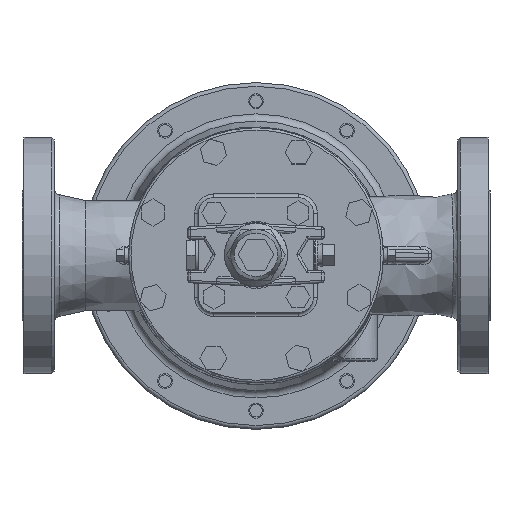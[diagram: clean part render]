
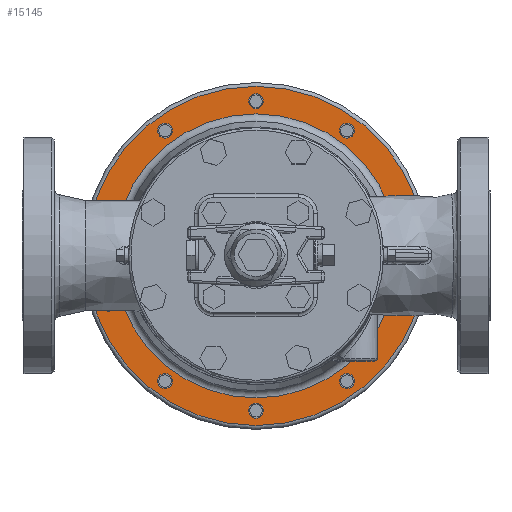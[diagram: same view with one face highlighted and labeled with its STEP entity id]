
A CAD part, top view. The second image highlights one B-rep face of the part: STEP entity #15145.
In plain terms, the highlighted planar face has unit normal (0, 0, 1).
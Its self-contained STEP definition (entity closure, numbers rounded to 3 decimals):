
#115=PLANE('',#16269);
#3258=FACE_BOUND('',#4817,.T.);
#3259=FACE_BOUND('',#4818,.T.);
#3260=FACE_BOUND('',#4819,.T.);
#3261=FACE_BOUND('',#4820,.T.);
#3262=FACE_BOUND('',#4821,.T.);
#3263=FACE_BOUND('',#4822,.T.);
#3264=FACE_BOUND('',#4823,.T.);
#3265=FACE_BOUND('',#4824,.T.);
#3266=FACE_BOUND('',#4825,.T.);
#3267=FACE_BOUND('',#4826,.T.);
#3268=FACE_BOUND('',#4827,.T.);
#3698=FACE_OUTER_BOUND('',#4816,.T.);
#4816=EDGE_LOOP('',(#11019));
#4817=EDGE_LOOP('',(#11020));
#4818=EDGE_LOOP('',(#11021));
#4819=EDGE_LOOP('',(#11022));
#4820=EDGE_LOOP('',(#11023));
#4821=EDGE_LOOP('',(#11024));
#4822=EDGE_LOOP('',(#11025));
#4823=EDGE_LOOP('',(#11026));
#4824=EDGE_LOOP('',(#11027));
#4825=EDGE_LOOP('',(#11028));
#4826=EDGE_LOOP('',(#11029));
#4827=EDGE_LOOP('',(#11030));
#6333=CIRCLE('',#16168,5.053);
#6335=CIRCLE('',#16171,5.053);
#6337=CIRCLE('',#16174,5.053);
#6339=CIRCLE('',#16177,5.053);
#6341=CIRCLE('',#16180,5.053);
#6343=CIRCLE('',#16183,5.053);
#6345=CIRCLE('',#16186,5.053);
#6347=CIRCLE('',#16189,5.053);
#6349=CIRCLE('',#16192,5.053);
#6351=CIRCLE('',#16195,5.053);
#6394=CIRCLE('',#16268,137.);
#6395=CIRCLE('',#16270,114.73);
#7101=VERTEX_POINT('',#23849);
#7103=VERTEX_POINT('',#23854);
#7105=VERTEX_POINT('',#23859);
#7107=VERTEX_POINT('',#23864);
#7109=VERTEX_POINT('',#23869);
#7111=VERTEX_POINT('',#23874);
#7113=VERTEX_POINT('',#23879);
#7115=VERTEX_POINT('',#23884);
#7117=VERTEX_POINT('',#23889);
#7119=VERTEX_POINT('',#23894);
#7195=VERTEX_POINT('',#25702);
#7196=VERTEX_POINT('',#25705);
#8546=EDGE_CURVE('',#7101,#7101,#6333,.T.);
#8548=EDGE_CURVE('',#7103,#7103,#6335,.T.);
#8550=EDGE_CURVE('',#7105,#7105,#6337,.T.);
#8552=EDGE_CURVE('',#7107,#7107,#6339,.T.);
#8554=EDGE_CURVE('',#7109,#7109,#6341,.T.);
#8556=EDGE_CURVE('',#7111,#7111,#6343,.T.);
#8558=EDGE_CURVE('',#7113,#7113,#6345,.T.);
#8560=EDGE_CURVE('',#7115,#7115,#6347,.T.);
#8562=EDGE_CURVE('',#7117,#7117,#6349,.T.);
#8564=EDGE_CURVE('',#7119,#7119,#6351,.T.);
#8682=EDGE_CURVE('',#7195,#7195,#6394,.T.);
#8683=EDGE_CURVE('',#7196,#7196,#6395,.T.);
#11019=ORIENTED_EDGE('',*,*,#8682,.F.);
#11020=ORIENTED_EDGE('',*,*,#8546,.T.);
#11021=ORIENTED_EDGE('',*,*,#8548,.T.);
#11022=ORIENTED_EDGE('',*,*,#8550,.T.);
#11023=ORIENTED_EDGE('',*,*,#8552,.T.);
#11024=ORIENTED_EDGE('',*,*,#8554,.T.);
#11025=ORIENTED_EDGE('',*,*,#8556,.T.);
#11026=ORIENTED_EDGE('',*,*,#8558,.T.);
#11027=ORIENTED_EDGE('',*,*,#8560,.T.);
#11028=ORIENTED_EDGE('',*,*,#8562,.T.);
#11029=ORIENTED_EDGE('',*,*,#8564,.T.);
#11030=ORIENTED_EDGE('',*,*,#8683,.F.);
#15145=ADVANCED_FACE('',(#3698,#3258,#3259,#3260,#3261,#3262,#3263,#3264,
#3265,#3266,#3267,#3268),#115,.T.);
#16168=AXIS2_PLACEMENT_3D('',#23850,#17935,#17936);
#16171=AXIS2_PLACEMENT_3D('',#23855,#17941,#17942);
#16174=AXIS2_PLACEMENT_3D('',#23860,#17947,#17948);
#16177=AXIS2_PLACEMENT_3D('',#23865,#17953,#17954);
#16180=AXIS2_PLACEMENT_3D('',#23870,#17959,#17960);
#16183=AXIS2_PLACEMENT_3D('',#23875,#17965,#17966);
#16186=AXIS2_PLACEMENT_3D('',#23880,#17971,#17972);
#16189=AXIS2_PLACEMENT_3D('',#23885,#17977,#17978);
#16192=AXIS2_PLACEMENT_3D('',#23890,#17983,#17984);
#16195=AXIS2_PLACEMENT_3D('',#23895,#17989,#17990);
#16268=AXIS2_PLACEMENT_3D('',#25703,#18147,#18148);
#16269=AXIS2_PLACEMENT_3D('',#25704,#18149,#18150);
#16270=AXIS2_PLACEMENT_3D('',#25706,#18151,#18152);
#17935=DIRECTION('center_axis',(0.,0.,-1.));
#17936=DIRECTION('ref_axis',(-0.809,0.588,0.));
#17941=DIRECTION('center_axis',(0.,0.,-1.));
#17942=DIRECTION('ref_axis',(-0.309,0.951,0.));
#17947=DIRECTION('center_axis',(0.,0.,-1.));
#17948=DIRECTION('ref_axis',(0.309,0.951,0.));
#17953=DIRECTION('center_axis',(0.,0.,-1.));
#17954=DIRECTION('ref_axis',(0.809,0.588,0.));
#17959=DIRECTION('center_axis',(0.,0.,-1.));
#17960=DIRECTION('ref_axis',(1.,0.,0.));
#17965=DIRECTION('center_axis',(0.,0.,-1.));
#17966=DIRECTION('ref_axis',(0.809,-0.588,0.));
#17971=DIRECTION('center_axis',(0.,0.,-1.));
#17972=DIRECTION('ref_axis',(0.309,-0.951,0.));
#17977=DIRECTION('center_axis',(0.,0.,-1.));
#17978=DIRECTION('ref_axis',(-0.309,-0.951,0.));
#17983=DIRECTION('center_axis',(0.,0.,-1.));
#17984=DIRECTION('ref_axis',(-0.809,-0.588,0.));
#17989=DIRECTION('center_axis',(0.,0.,-1.));
#17990=DIRECTION('ref_axis',(-1.,0.,0.));
#18147=DIRECTION('center_axis',(0.,0.,-1.));
#18148=DIRECTION('ref_axis',(-1.,0.,0.));
#18149=DIRECTION('center_axis',(0.,0.,1.));
#18150=DIRECTION('ref_axis',(1.,0.,0.));
#18151=DIRECTION('center_axis',(0.,0.,1.));
#18152=DIRECTION('ref_axis',(-1.,0.,0.));
#23849=CARTESIAN_POINT('',(77.561,98.157,30.));
#23850=CARTESIAN_POINT('Origin',(73.473,101.127,30.));
#23854=CARTESIAN_POINT('',(120.444,33.821,30.));
#23855=CARTESIAN_POINT('Origin',(118.882,38.627,30.));
#23859=CARTESIAN_POINT('',(117.321,-43.433,30.));
#23860=CARTESIAN_POINT('Origin',(118.882,-38.627,30.));
#23864=CARTESIAN_POINT('',(69.385,-104.097,30.));
#23865=CARTESIAN_POINT('Origin',(73.473,-101.127,30.));
#23869=CARTESIAN_POINT('',(-5.053,-125.,30.));
#23870=CARTESIAN_POINT('Origin',(0.,-125.,30.));
#23874=CARTESIAN_POINT('',(-77.561,-98.157,30.));
#23875=CARTESIAN_POINT('Origin',(-73.473,-101.127,30.));
#23879=CARTESIAN_POINT('',(-120.444,-33.821,30.));
#23880=CARTESIAN_POINT('Origin',(-118.882,-38.627,30.));
#23884=CARTESIAN_POINT('',(-117.321,43.433,30.));
#23885=CARTESIAN_POINT('Origin',(-118.882,38.627,30.));
#23889=CARTESIAN_POINT('',(-69.385,104.097,30.));
#23890=CARTESIAN_POINT('Origin',(-73.473,101.127,30.));
#23894=CARTESIAN_POINT('',(5.053,125.,30.));
#23895=CARTESIAN_POINT('Origin',(0.,125.,30.));
#25702=CARTESIAN_POINT('',(137.,0.,30.));
#25703=CARTESIAN_POINT('Origin',(0.,0.,30.));
#25704=CARTESIAN_POINT('Origin',(0.,0.,
30.));
#25705=CARTESIAN_POINT('',(114.73,0.,30.));
#25706=CARTESIAN_POINT('Origin',(0.,0.,30.));
